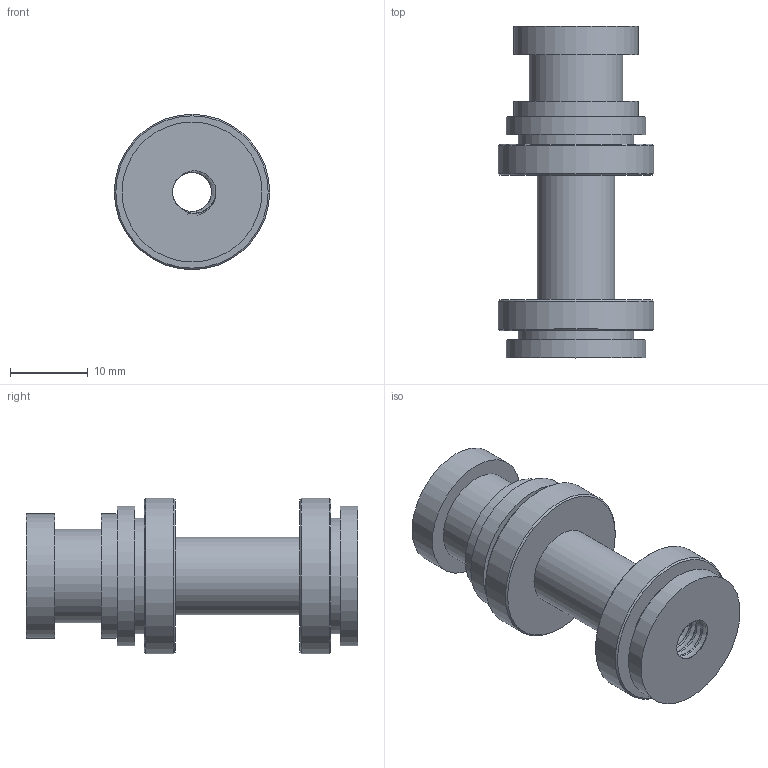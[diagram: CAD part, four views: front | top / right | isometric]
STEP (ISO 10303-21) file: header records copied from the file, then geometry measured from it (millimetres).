
FILE_DESCRIPTION(/* description */ (''),/* implementation_level */ '2;1');
FILE_NAME(/* name */ 'Radiateur_Tete_chauff v1.step',/* time_stamp */ '2020-09-07T09:21:45+02:00',/* author */ (''),/* organization */ (''),/* preprocessor_version */ 'ST-DEVELOPER v18.1',/* originating_system */ 'Autodesk Translation Framework v9.3.0.1241',/* authorisation */ '');
FILE_SCHEMA (('AUTOMOTIVE_DESIGN { 1 0 10303 214 3 1 1 }'));
Length unit declared in the file: millimetre
Products named in the file (1): Radiateur_Tete_chauff
Bounding box: 20 x 42.7 x 20 mm (x, y, z)
Volume: 6161.2 mm3; surface area: 4632.6 mm2
Topology: 1 solids, 1 shells, 115 faces, 310 edges, 206 vertices
Faces by surface type: cylinder 98, plane 11, cone 4, bspline 2
Full cylindrical faces by diameter (mm): 5.035 x22, 6.147 x12, 10 x1, 12 x1, 14.84 x2, 16 x2, 18 x2, 20 x2
Entity records: 8517 total; most frequent: CARTESIAN_POINT 5866, ORIENTED_EDGE 620, DIRECTION 390, EDGE_CURVE 310, VERTEX_POINT 206, B_SPLINE_CURVE_WITH_KNOTS 179, AXIS2_PLACEMENT_3D 145, EDGE_LOOP 126
